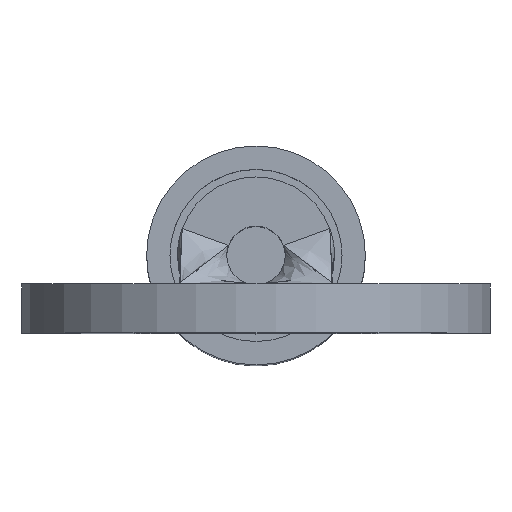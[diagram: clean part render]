
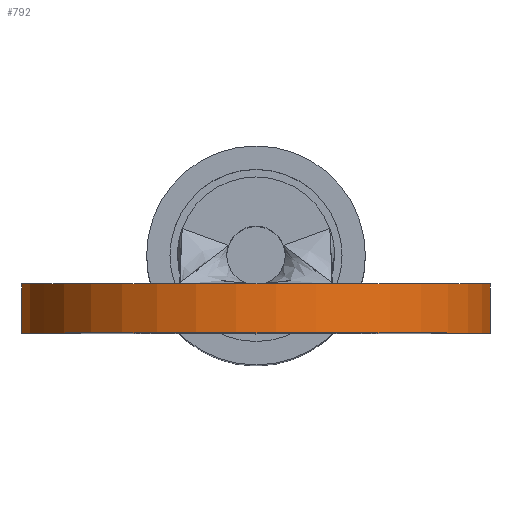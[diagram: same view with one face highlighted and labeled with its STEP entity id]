
A CAD part, top view. The second image highlights one B-rep face of the part: STEP entity #792.
In plain terms, the highlighted cylindrical face has radius 3.569 mm (diameter 7.137 mm), a partial arc.
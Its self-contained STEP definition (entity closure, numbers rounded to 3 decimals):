
#87=CARTESIAN_POINT('',(0.,0.,0.));
#88=DIRECTION('',(0.,1.,0.));
#89=DIRECTION('',(-0.715,0.,-0.699));
#90=AXIS2_PLACEMENT_3D('',#87,#88,#89);
#128=CARTESIAN_POINT('',(0.,0.749,0.));
#129=DIRECTION('',(0.,1.,0.));
#130=DIRECTION('',(-0.715,0.,-0.699));
#131=AXIS2_PLACEMENT_3D('',#128,#129,#130);
#150=DIRECTION('',(0.,1.,0.));
#151=VECTOR('',#150,0.749);
#152=CARTESIAN_POINT('',(2.55,0.,-2.496));
#153=LINE('',#152,#151);
#174=DIRECTION('',(0.,1.,0.));
#175=VECTOR('',#174,0.749);
#176=CARTESIAN_POINT('',(-2.55,0.,-2.496));
#177=LINE('',#176,#175);
#414=CARTESIAN_POINT('',(-2.55,0.,-2.496));
#415=CARTESIAN_POINT('',(2.55,0.,-2.496));
#416=VERTEX_POINT('',#414);
#417=VERTEX_POINT('',#415);
#418=CARTESIAN_POINT('',(-2.55,0.749,-2.496));
#419=CARTESIAN_POINT('',(2.55,0.749,-2.496));
#420=VERTEX_POINT('',#418);
#421=VERTEX_POINT('',#419);
#781=CARTESIAN_POINT('',(0.,0.,0.));
#782=DIRECTION('',(0.,1.,0.));
#783=DIRECTION('',(1.,0.,0.));
#784=AXIS2_PLACEMENT_3D('',#781,#782,#783);
#785=CYLINDRICAL_SURFACE('',#784,3.569);
#786=ORIENTED_EDGE('',*,*,#521,.F.);
#787=ORIENTED_EDGE('',*,*,#775,.T.);
#788=ORIENTED_EDGE('',*,*,#573,.T.);
#789=ORIENTED_EDGE('',*,*,#596,.F.);
#790=EDGE_LOOP('',(#786,#787,#788,#789));
#791=FACE_OUTER_BOUND('',#790,.F.);
#792=ADVANCED_FACE('',(#791),#785,.T.);
#91=CIRCLE('',#90,3.569);
#132=CIRCLE('',#131,3.569);
#521=EDGE_CURVE('',#416,#417,#91,.T.);
#573=EDGE_CURVE('',#420,#421,#132,.T.);
#596=EDGE_CURVE('',#417,#421,#153,.T.);
#775=EDGE_CURVE('',#416,#420,#177,.T.);
